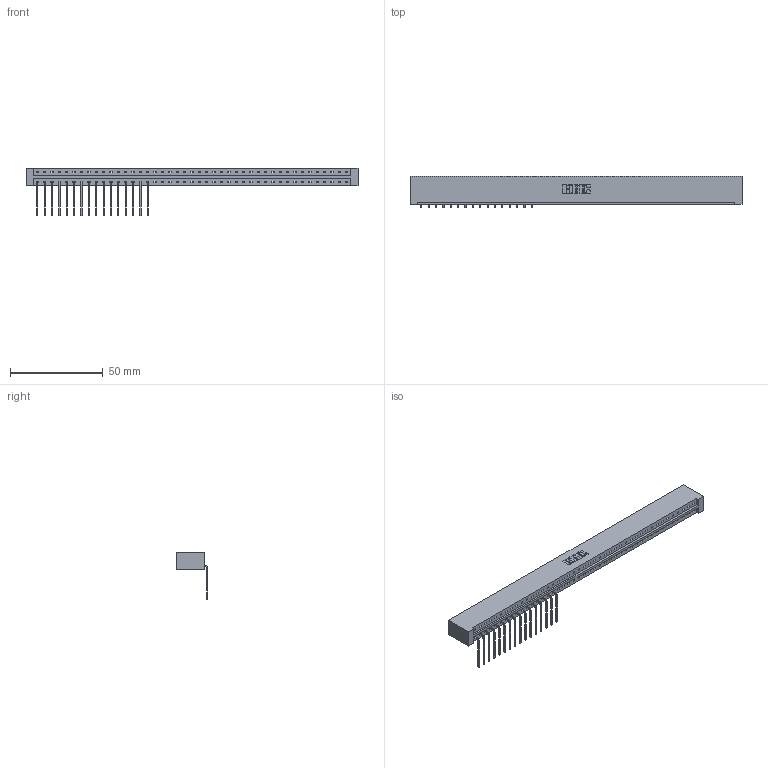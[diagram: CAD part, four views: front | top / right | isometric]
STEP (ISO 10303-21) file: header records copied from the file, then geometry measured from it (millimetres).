
FILE_DESCRIPTION (( 'STEP AP203' ), '1' );
FILE_NAME ('333-016-559-101.STEP', '2018-08-01T21:06:05', ( '' ), ( '' ), 'SwSTEP 2.0', 'SolidWorks 2016', '' );
FILE_SCHEMA (( 'CONFIG_CONTROL_DESIGN' ));
Length unit declared in the file: inch
Products named in the file (3): 333 Part_Lugless; 345-292-001_558 559 Tail - 1; 333-016-559-101
Assembly tree (17 placements, depth 2):
  333-016-559-101
    333 Part_Lugless
    345-292-001_558 559 Tail - 1  x16
Bounding box: 178.64 x 17.09 x 25.53 mm (x, y, z)
Volume: 18342 mm3; surface area: 18422.2 mm2
Topology: 17 solids, 17 shells, 1390 faces, 4333 edges, 2866 vertices
Faces by surface type: plane 1094, cylinder 296
Entity records: 25101 total; most frequent: ORIENTED_EDGE 4466, CARTESIAN_POINT 4460, DIRECTION 3721, EDGE_CURVE 2233, LINE 2113, VECTOR 2113, VERTEX_POINT 1486, AXIS2_PLACEMENT_3D 804
